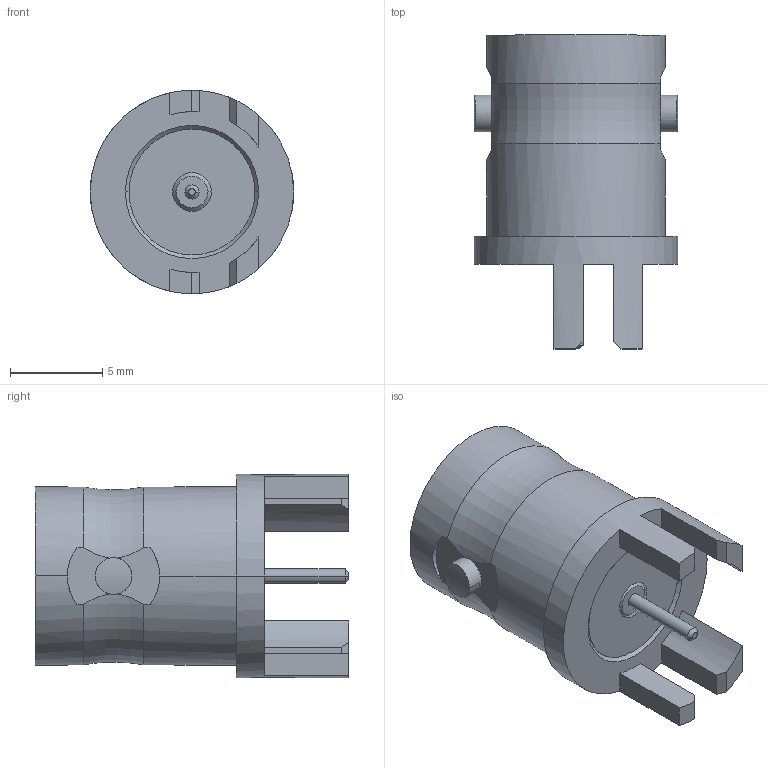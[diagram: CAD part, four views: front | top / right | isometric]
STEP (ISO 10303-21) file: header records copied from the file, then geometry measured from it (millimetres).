
FILE_DESCRIPTION((''),'2;1');
FILE_NAME('112640_SW0001','2017-03-24T',('Lokesh'),(''),'PRO/ENGINEER BY PARAMETRIC TECHNOLOGY CORPORATION, 2014440','PRO/ENGINEER BY PARAMETRIC TECHNOLOGY CORPORATION, 2014440','');
FILE_SCHEMA(('CONFIG_CONTROL_DESIGN'));
Length unit declared in the file: millimetre
Products named in the file (1): 112640_SW0001
Bounding box: 11 x 16.97 x 11 mm (x, y, z)
Surface area: 1041.5 mm2 (no closed solid volume)
Topology: 0 solids, 5 shells, 79 faces, 228 edges, 157 vertices
Faces by surface type: plane 33, cylinder 28, cone 16, torus 2
Entity records: 2816 total; most frequent: CARTESIAN_POINT 730, DIRECTION 432, ORIENTED_EDGE 404, EDGE_CURVE 226, AXIS2_PLACEMENT_3D 171, VERTEX_POINT 157, CIRCLE 92, VECTOR 90
